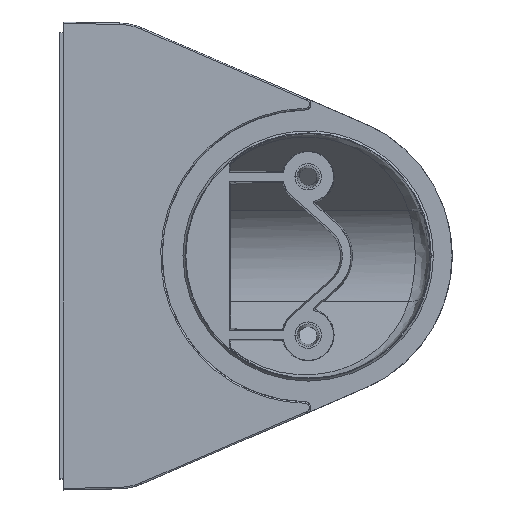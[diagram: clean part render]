
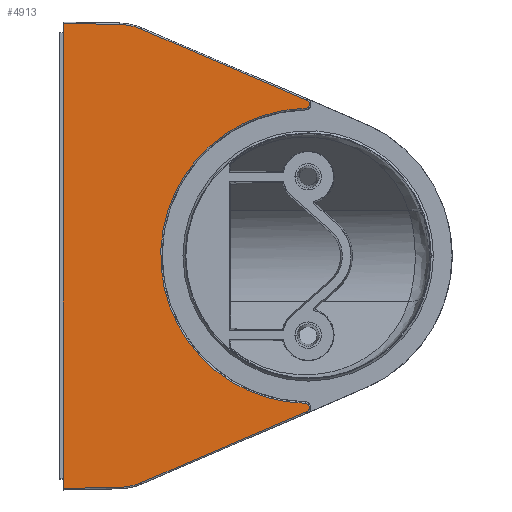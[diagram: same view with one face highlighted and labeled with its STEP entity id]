
A CAD part, top view. The second image highlights one B-rep face of the part: STEP entity #4913.
In plain terms, the highlighted planar face has unit normal (0.018, 0, 1).
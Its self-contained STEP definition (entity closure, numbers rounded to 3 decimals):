
#84=DIRECTION('',(1.,0.017,-0.017));
#85=VECTOR('',#84,7.812);
#86=CARTESIAN_POINT('',(0.,-32.3,0.));
#87=LINE('',#86,#85);
#91=DIRECTION('',(-1.,0.017,0.017));
#92=VECTOR('',#91,7.812);
#93=CARTESIAN_POINT('',(7.809,32.164,-0.136));
#94=LINE('',#93,#92);
#98=CARTESIAN_POINT('',(10.751,31.532,-0.188));
#99=CARTESIAN_POINT('',(9.823,31.93,-0.171));
#100=CARTESIAN_POINT('',(8.818,32.146,-0.154));
#101=CARTESIAN_POINT('',(7.809,32.164,-0.136));
#106=DIRECTION('',(-0.919,0.394,0.016));
#107=VECTOR('',#106,25.093);
#108=CARTESIAN_POINT('',(33.805,21.633,-0.59));
#109=LINE('',#108,#107);
#113=CARTESIAN_POINT('',(33.581,20.482,-0.586));
#114=CARTESIAN_POINT('',(33.652,20.484,-0.587));
#115=CARTESIAN_POINT('',(33.784,20.509,-0.59));
#116=CARTESIAN_POINT('',(33.964,20.615,-0.593));
#117=CARTESIAN_POINT('',(34.096,20.772,-0.595));
#118=CARTESIAN_POINT('',(34.169,20.965,-0.596));
#119=CARTESIAN_POINT('',(34.174,21.171,-0.597));
#120=CARTESIAN_POINT('',(34.11,21.366,-0.595));
#121=CARTESIAN_POINT('',(33.983,21.531,-0.593));
#122=CARTESIAN_POINT('',(33.87,21.604,-0.591));
#123=CARTESIAN_POINT('',(33.805,21.633,-0.59));
#128=CARTESIAN_POINT('',(33.581,-20.482,
-0.586));
#129=CARTESIAN_POINT('',(30.557,-20.42,
-0.533));
#130=CARTESIAN_POINT('',(24.536,-18.938,
-0.428));
#131=CARTESIAN_POINT('',(17.334,-13.053,
-0.303));
#132=CARTESIAN_POINT('',(13.344,-4.651,
-0.233));
#133=CARTESIAN_POINT('',(13.348,4.65,-0.233));
#134=CARTESIAN_POINT('',(17.331,13.055,-0.303));
#135=CARTESIAN_POINT('',(24.538,18.936,-0.428));
#136=CARTESIAN_POINT('',(30.557,20.42,-0.533));
#137=CARTESIAN_POINT('',(33.581,20.482,-0.586));
#142=CARTESIAN_POINT('',(33.805,-21.633,
-0.59));
#143=CARTESIAN_POINT('',(33.87,-21.604,
-0.591));
#144=CARTESIAN_POINT('',(33.983,-21.531,
-0.593));
#145=CARTESIAN_POINT('',(34.11,-21.366,
-0.595));
#146=CARTESIAN_POINT('',(34.174,-21.171,
-0.597));
#147=CARTESIAN_POINT('',(34.169,-20.965,
-0.596));
#148=CARTESIAN_POINT('',(34.096,-20.772,
-0.595));
#149=CARTESIAN_POINT('',(33.964,-20.615,
-0.593));
#150=CARTESIAN_POINT('',(33.784,-20.509,
-0.59));
#151=CARTESIAN_POINT('',(33.652,-20.484,
-0.587));
#152=CARTESIAN_POINT('',(33.581,-20.482,
-0.586));
#157=DIRECTION('',(0.919,0.394,-0.016));
#158=VECTOR('',#157,25.093);
#159=CARTESIAN_POINT('',(10.751,-31.532,
-0.188));
#160=LINE('',#159,#158);
#164=CARTESIAN_POINT('',(7.809,-32.164,
-0.136));
#165=CARTESIAN_POINT('',(8.818,-32.146,
-0.154));
#166=CARTESIAN_POINT('',(9.823,-31.93,
-0.171));
#167=CARTESIAN_POINT('',(10.751,-31.532,
-0.188));
#176=CARTESIAN_POINT('',(0.,-32.3,0.));
#329=CARTESIAN_POINT('',(0.,32.3,0.));
#338=DIRECTION('',(0.,1.,0.));
#339=VECTOR('',#338,64.6);
#340=CARTESIAN_POINT('',(0.,-32.3,0.));
#341=LINE('',#340,#339);
#525=CARTESIAN_POINT('',(33.581,-20.482,
-0.586));
#534=CARTESIAN_POINT('',(33.581,20.482,-0.586));
#4351=VERTEX_POINT('',#176);
#4356=CARTESIAN_POINT('',(7.809,-32.164,
-0.136));
#4357=VERTEX_POINT('',#4356);
#4362=CARTESIAN_POINT('',(10.751,-31.532,
-0.188));
#4363=VERTEX_POINT('',#4362);
#4369=CARTESIAN_POINT('',(33.805,-21.633,
-0.59));
#4370=VERTEX_POINT('',#4369);
#4372=VERTEX_POINT('',#525);
#4373=VERTEX_POINT('',#534);
#4378=CARTESIAN_POINT('',(33.805,21.633,
-0.59));
#4379=VERTEX_POINT('',#4378);
#4384=CARTESIAN_POINT('',(10.751,31.532,
-0.188));
#4385=VERTEX_POINT('',#4384);
#4390=CARTESIAN_POINT('',(7.809,32.164,
-0.136));
#4391=VERTEX_POINT('',#4390);
#4393=VERTEX_POINT('',#329);
#4889=CARTESIAN_POINT('',(0.,0.,0.));
#4890=DIRECTION('',(0.017,0.,1.));
#4891=DIRECTION('',(0.,-1.,0.));
#4892=AXIS2_PLACEMENT_3D('',#4889,#4890,#4891);
#4893=PLANE('',#4892);
#4895=ORIENTED_EDGE('',*,*,#4894,.F.);
#4897=ORIENTED_EDGE('',*,*,#4896,.T.);
#4899=ORIENTED_EDGE('',*,*,#4898,.F.);
#4901=ORIENTED_EDGE('',*,*,#4900,.F.);
#4903=ORIENTED_EDGE('',*,*,#4902,.F.);
#4905=ORIENTED_EDGE('',*,*,#4904,.F.);
#4907=ORIENTED_EDGE('',*,*,#4906,.F.);
#4908=ORIENTED_EDGE('',*,*,#4879,.F.);
#4909=ORIENTED_EDGE('',*,*,#4835,.F.);
#4910=ORIENTED_EDGE('',*,*,#4817,.F.);
#4911=EDGE_LOOP('',(#4895,#4897,#4899,#4901,#4903,#4905,#4907,#4908,#4909,
#4910));
#4912=FACE_OUTER_BOUND('',#4911,.F.);
#4913=ADVANCED_FACE('',(#4912),#4893,.T.);
#102=B_SPLINE_CURVE_WITH_KNOTS('',3,(#98,#99,#100,#101),.UNSPECIFIED.,.F.,.F.,
(4,4),(0.,1.),.UNSPECIFIED.);
#124=B_SPLINE_CURVE_WITH_KNOTS('',3,(#113,#114,#115,#116,#117,#118,#119,#120,
#121,#122,#123),.UNSPECIFIED.,.F.,.F.,(4,1,1,1,1,1,1,1,4),(0.,0.125,0.25,
0.375,0.5,0.625,0.75,0.875,1.),.UNSPECIFIED.);
#138=B_SPLINE_CURVE_WITH_KNOTS('',3,(#128,#129,#130,#131,#132,#133,#134,#135,
#136,#137),.UNSPECIFIED.,.F.,.F.,(4,1,1,1,1,1,1,4),(0.,0.143,
0.286,0.429,0.571,0.714,
0.857,1.),.UNSPECIFIED.);
#153=B_SPLINE_CURVE_WITH_KNOTS('',3,(#142,#143,#144,#145,#146,#147,#148,#149,
#150,#151,#152),.UNSPECIFIED.,.F.,.F.,(4,1,1,1,1,1,1,1,4),(0.,0.125,0.25,
0.375,0.5,0.625,0.75,0.875,1.),.UNSPECIFIED.);
#168=B_SPLINE_CURVE_WITH_KNOTS('',3,(#164,#165,#166,#167),.UNSPECIFIED.,.F.,.F.,
(4,4),(0.,1.),.UNSPECIFIED.);
#4817=EDGE_CURVE('',#4357,#4363,#168,.T.);
#4835=EDGE_CURVE('',#4363,#4370,#160,.T.);
#4879=EDGE_CURVE('',#4370,#4372,#153,.T.);
#4894=EDGE_CURVE('',#4351,#4357,#87,.T.);
#4896=EDGE_CURVE('',#4351,#4393,#341,.T.);
#4898=EDGE_CURVE('',#4391,#4393,#94,.T.);
#4900=EDGE_CURVE('',#4385,#4391,#102,.T.);
#4902=EDGE_CURVE('',#4379,#4385,#109,.T.);
#4904=EDGE_CURVE('',#4373,#4379,#124,.T.);
#4906=EDGE_CURVE('',#4372,#4373,#138,.T.);
